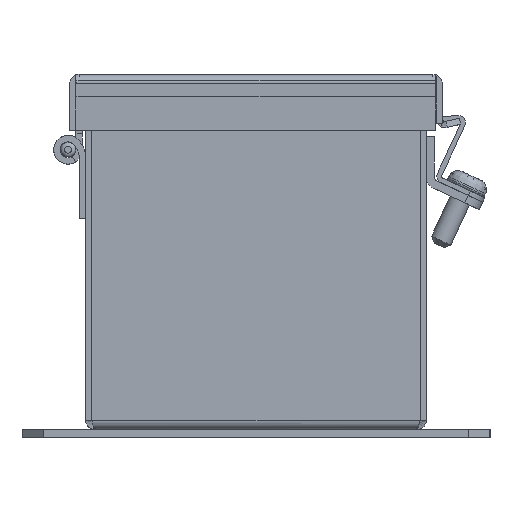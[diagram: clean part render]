
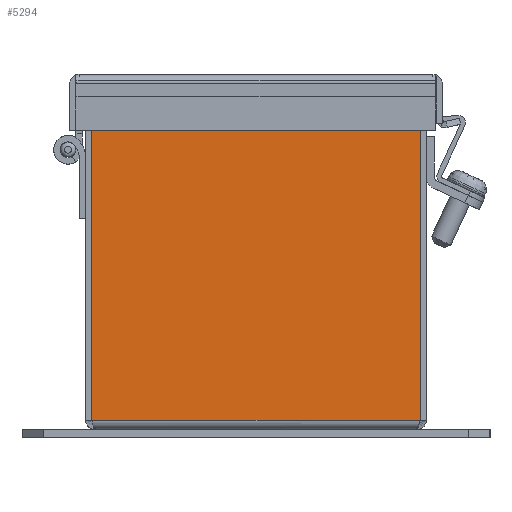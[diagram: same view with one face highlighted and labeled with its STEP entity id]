
A CAD part, left-side view. The second image highlights one B-rep face of the part: STEP entity #5294.
In plain terms, the highlighted planar face has unit normal (-1, 0, 0).
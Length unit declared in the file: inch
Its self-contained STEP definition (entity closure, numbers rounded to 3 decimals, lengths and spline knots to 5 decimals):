
#116 = CARTESIAN_POINT ( 'NONE',  ( -9., 13.406, 3.892 ) ) ;
#197 = DIRECTION ( 'NONE',  ( 0., 0., 1. ) ) ;
#507 = AXIS2_PLACEMENT_3D ( 'NONE', #8223, #14710, #15179 ) ;
#1472 = VECTOR ( 'NONE', #197, 39.37008 ) ;
#1943 = LINE ( 'NONE', #116, #8788 ) ;
#2140 = CARTESIAN_POINT ( 'NONE',  ( -9., -1.92789, 0.108 ) ) ;
#2553 = VERTEX_POINT ( 'NONE', #7692 ) ;
#2723 = EDGE_CURVE ( 'NONE', #2553, #6548, #13937, .T. ) ;
#3586 = CARTESIAN_POINT ( 'NONE',  ( -9., -1.892, 0.108 ) ) ;
#3973 = EDGE_LOOP ( 'NONE', ( #15876, #13839, #4848, #21858, #8033, #8560 ) ) ;
#4339 = VERTEX_POINT ( 'NONE', #9553 ) ;
#4848 = ORIENTED_EDGE ( 'NONE', *, *, #20352, .F. ) ;
#5294 = ADVANCED_FACE ( 'NONE', ( #8396 ), #15665, .F. ) ;
#5584 = VERTEX_POINT ( 'NONE', #9950 ) ;
#5873 = DIRECTION ( 'NONE',  ( 0., -1., 0. ) ) ;
#6548 = VERTEX_POINT ( 'NONE', #14378 ) ;
#7168 = CARTESIAN_POINT ( 'NONE',  ( -9., -1.91796, 3.892 ) ) ;
#7692 = CARTESIAN_POINT ( 'NONE',  ( -9., -1.92789, 0.108 ) ) ;
#8033 = ORIENTED_EDGE ( 'NONE', *, *, #8251, .F. ) ;
#8223 = CARTESIAN_POINT ( 'NONE',  ( -9., -1.67789, 3.82223 ) ) ;
#8251 = EDGE_CURVE ( 'NONE', #10011, #6548, #13933, .T. ) ;
#8396 = FACE_OUTER_BOUND ( 'NONE', #3973, .T. ) ;
#8560 = ORIENTED_EDGE ( 'NONE', *, *, #11307, .F. ) ;
#8774 = LINE ( 'NONE', #3586, #12231 ) ;
#8788 = VECTOR ( 'NONE', #18793, 39.37008 ) ;
#9297 = VECTOR ( 'NONE', #15808, 39.37008 ) ;
#9307 = CARTESIAN_POINT ( 'NONE',  ( -9., 13.406, 0. ) ) ;
#9553 = CARTESIAN_POINT ( 'NONE',  ( -9., 1.92789, 3.82223 ) ) ;
#9676 = DIRECTION ( 'NONE',  ( 0., 0., -1. ) ) ;
#9950 = CARTESIAN_POINT ( 'NONE',  ( -9., 1.92789, 0.108 ) ) ;
#10011 = VERTEX_POINT ( 'NONE', #7168 ) ;
#11307 = EDGE_CURVE ( 'NONE', #16632, #10011, #1943, .T. ) ;
#12231 = VECTOR ( 'NONE', #20982, 39.37008 ) ;
#13839 = ORIENTED_EDGE ( 'NONE', *, *, #18439, .F. ) ;
#13866 = LINE ( 'NONE', #19011, #9297 ) ;
#13933 = CIRCLE ( 'NONE', #507, 0.25 ) ;
#13937 = LINE ( 'NONE', #2140, #1472 ) ;
#14268 = CIRCLE ( 'NONE', #17518, 0.25 ) ;
#14378 = CARTESIAN_POINT ( 'NONE',  ( -9., -1.92789, 3.82223 ) ) ;
#14710 = DIRECTION ( 'NONE',  ( 1., 0., 0. ) ) ;
#15179 = DIRECTION ( 'NONE',  ( 0., -1., 0. ) ) ;
#15578 = EDGE_CURVE ( 'NONE', #4339, #16632, #14268, .T. ) ;
#15665 = PLANE ( 'NONE',  #18093 ) ;
#15808 = DIRECTION ( 'NONE',  ( 0., 0., 1. ) ) ;
#15876 = ORIENTED_EDGE ( 'NONE', *, *, #15578, .F. ) ;
#16632 = VERTEX_POINT ( 'NONE', #22499 ) ;
#17518 = AXIS2_PLACEMENT_3D ( 'NONE', #18437, #20252, #9676 ) ;
#18093 = AXIS2_PLACEMENT_3D ( 'NONE', #9307, #21485, #5873 ) ;
#18437 = CARTESIAN_POINT ( 'NONE',  ( -9., 1.67789, 3.82223 ) ) ;
#18439 = EDGE_CURVE ( 'NONE', #5584, #4339, #13866, .T. ) ;
#18793 = DIRECTION ( 'NONE',  ( 0., -1., 0. ) ) ;
#19011 = CARTESIAN_POINT ( 'NONE',  ( -9., 1.92789, 0.108 ) ) ;
#20252 = DIRECTION ( 'NONE',  ( 1., 0., 0. ) ) ;
#20352 = EDGE_CURVE ( 'NONE', #2553, #5584, #8774, .T. ) ;
#20982 = DIRECTION ( 'NONE',  ( 0., 1., 0. ) ) ;
#21485 = DIRECTION ( 'NONE',  ( 1., 0., 0. ) ) ;
#21858 = ORIENTED_EDGE ( 'NONE', *, *, #2723, .T. ) ;
#22499 = CARTESIAN_POINT ( 'NONE',  ( -9., 1.91796, 3.892 ) ) ;
